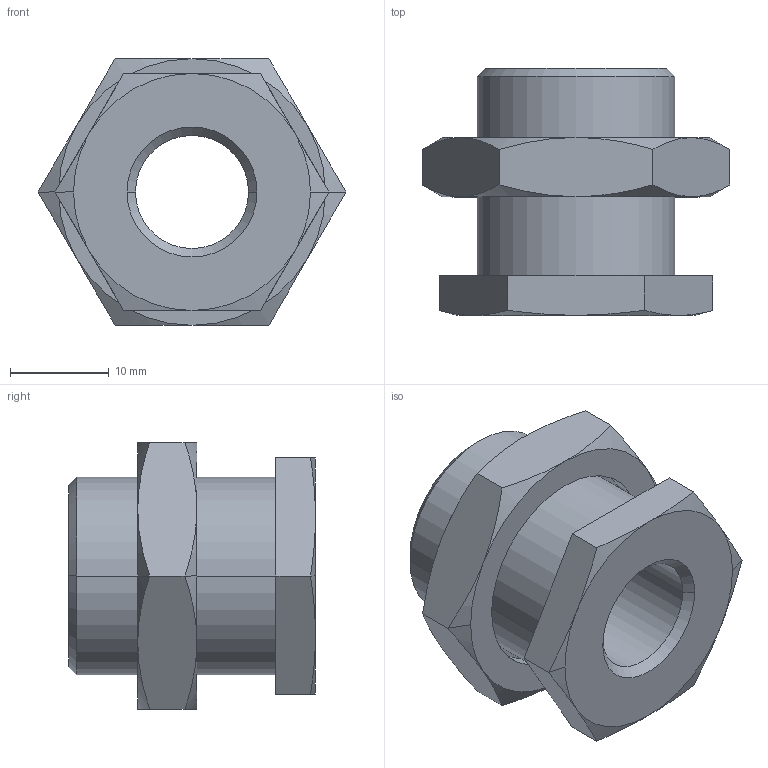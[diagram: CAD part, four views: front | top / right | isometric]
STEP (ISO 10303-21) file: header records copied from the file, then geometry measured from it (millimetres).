
FILE_DESCRIPTION(('STEP AP214'),'1');
FILE_NAME('0117_00_13.stp','2016-07-07T14:21:39',('TraceParts'),('TraceParts S.A.'),'Spatial InterOp 3D',' ',' ');
FILE_SCHEMA(('automotive_design'));
Length unit declared in the file: millimetre
Products named in the file (2): 0117-00-13_ASM|Next assembly relationship#22684;22684
Bounding box: 31.18 x 25 x 27 mm (x, y, z)
Volume: 7777.9 mm3; surface area: 4219.8 mm2
Topology: 1 solids, 3 shells, 60 faces, 132 edges, 80 vertices
Faces by surface type: cone 32, plane 18, cylinder 10
Entity records: 1842 total; most frequent: CARTESIAN_POINT 526, DIRECTION 272, ORIENTED_EDGE 256, EDGE_CURVE 132, AXIS2_PLACEMENT_3D 114, VERTEX_POINT 80, EDGE_LOOP 66, ADVANCED_FACE 58
